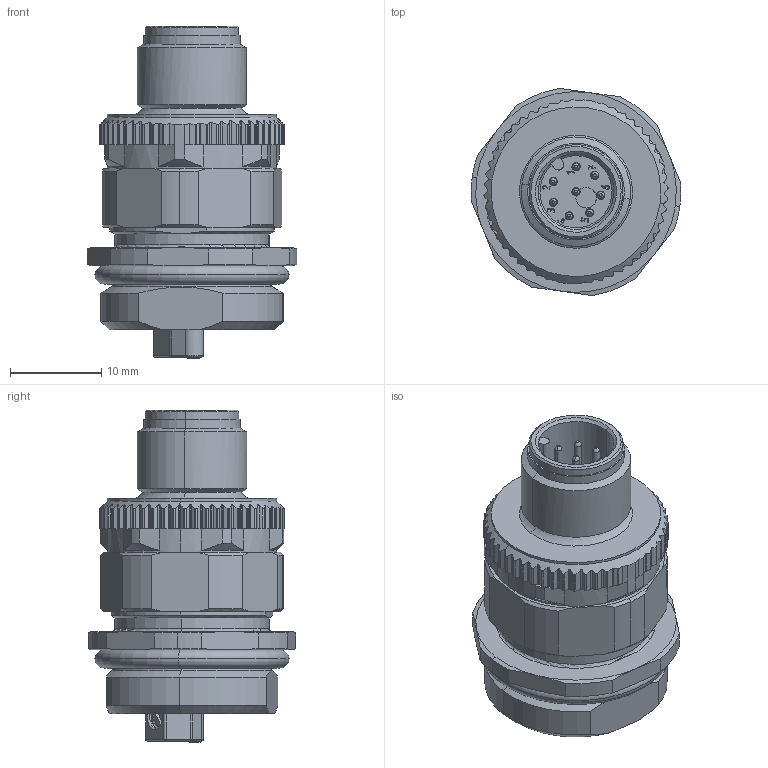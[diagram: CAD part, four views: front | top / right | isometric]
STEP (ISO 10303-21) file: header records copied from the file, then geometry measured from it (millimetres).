
FILE_DESCRIPTION(('CATIA V5 STEP Exchange','CAx-IF Rec.Pracs.--- Model Styling and Organization---1.4--- 2014-01-23'),'2;1');
FILE_NAME ('012774-2_0', '2021-04-30T10:25:21+00:00', ('none'), ('Weidmueller'), 'CATIA Version 5-6 Release 2016 SP3 HF44', 'CATIA V5 STEP AP214', 'none');
FILE_SCHEMA(('AUTOMOTIVE_DESIGN { 1 0 10303 214 1 1 1 1 }'));
Products named in the file (1): 1383040000
Bounding box: 23 x 22.72 x 36.4 mm (x, y, z)
Volume: 7272.2 mm3; surface area: 9281.8 mm2
Topology: 22 solids, 26 shells, 1667 faces, 4456 edges, 2915 vertices
Faces by surface type: cylinder 644, plane 518, cone 289, extrusion 157, torus 25, bspline 20, sphere 14
Entity records: 59215 total; most frequent: CARTESIAN_POINT 20664, ORIENTED_EDGE 8884, DIRECTION 6123, EDGE_CURVE 4442, VERTEX_POINT 2915, AXIS2_PLACEMENT_3D 2561, VECTOR 2091, LINE 1934
